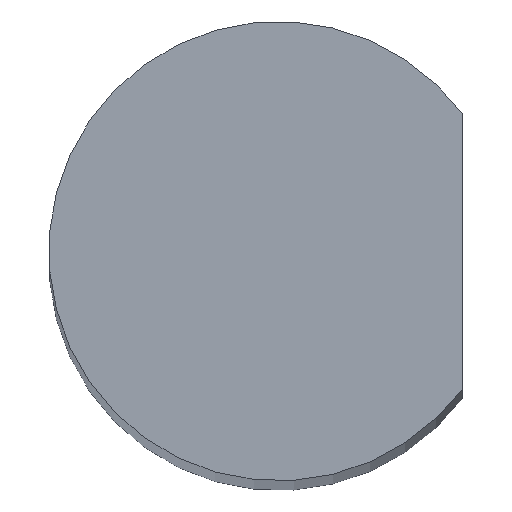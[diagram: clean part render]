
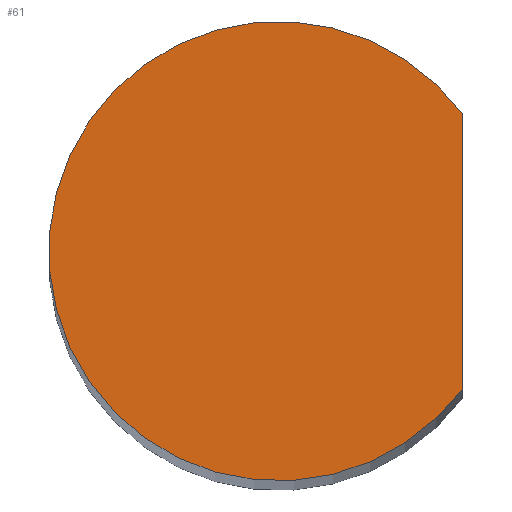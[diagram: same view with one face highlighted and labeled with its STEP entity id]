
A CAD part, top view. The second image highlights one B-rep face of the part: STEP entity #61.
In plain terms, the highlighted planar face has unit normal (0, 0, 1).
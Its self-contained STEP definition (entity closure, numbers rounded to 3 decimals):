
#16=CIRCLE('',#80,2.5);
#20=FACE_OUTER_BOUND('',#24,.T.);
#24=EDGE_LOOP('',(#52,#53));
#28=LINE('',#109,#32);
#32=VECTOR('',#89,10.);
#36=VERTEX_POINT('',#106);
#37=VERTEX_POINT('',#108);
#40=EDGE_CURVE('',#37,#36,#28,.T.);
#43=EDGE_CURVE('',#36,#37,#16,.T.);
#52=ORIENTED_EDGE('',*,*,#43,.T.);
#53=ORIENTED_EDGE('',*,*,#40,.T.);
#57=PLANE('',#81);
#61=ADVANCED_FACE('',(#20),#57,.T.);
#80=AXIS2_PLACEMENT_3D('',#113,#95,#96);
#81=AXIS2_PLACEMENT_3D('',#114,#97,#98);
#89=DIRECTION('',(0.,1.,0.));
#95=DIRECTION('center_axis',(0.,0.,1.));
#96=DIRECTION('ref_axis',(0.8,0.6,0.));
#97=DIRECTION('center_axis',(0.,0.,1.));
#98=DIRECTION('ref_axis',(1.,0.,0.));
#106=CARTESIAN_POINT('',(2.,1.5,60.));
#108=CARTESIAN_POINT('',(2.,-1.5,60.));
#109=CARTESIAN_POINT('',(2.,1.5,60.));
#113=CARTESIAN_POINT('Origin',(0.,0.,60.));
#114=CARTESIAN_POINT('Origin',(-0.25,0.,60.));
